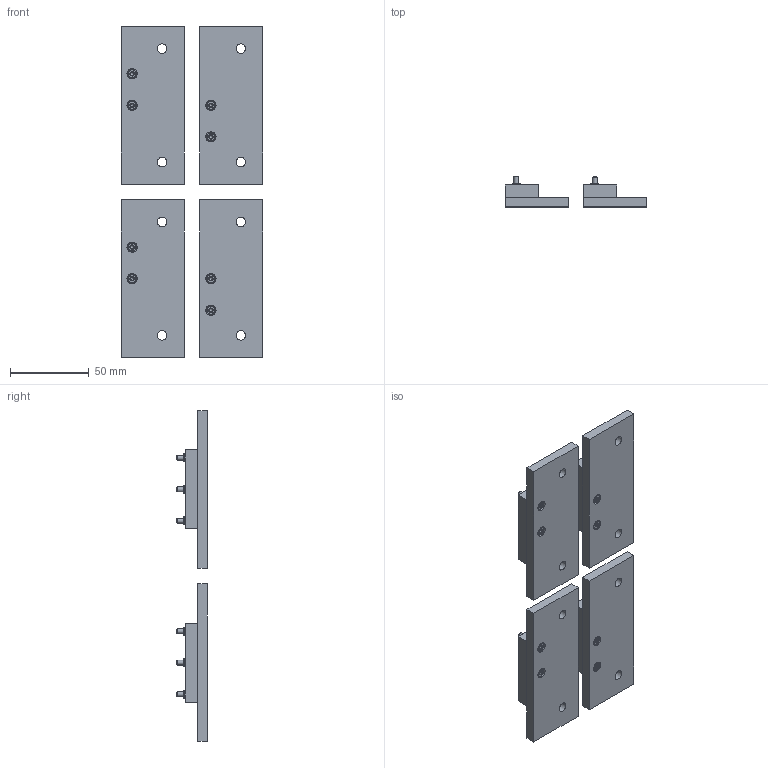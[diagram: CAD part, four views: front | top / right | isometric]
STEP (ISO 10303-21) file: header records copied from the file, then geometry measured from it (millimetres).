
FILE_DESCRIPTION(/* description */ ('STEP AP214'),/* implementation_level */ '2;1');
FILE_NAME(/* name */ '8185812_EHAM-MA-E23-15',/* time_stamp */ '2024-08-27T15:22:26+02:00',/* author */ ('License CC BY-ND 4.0'),/* organization */ ('CADENAS'),/* preprocessor_version */ 'ST-DEVELOPER v19.3',/* originating_system */ 'PARTsolutions',/* authorisation */ ' ');
FILE_SCHEMA (('AUTOMOTIVE_DESIGN {1 0 10303 214 3 1 1}'));
Length unit declared in the file: millimetre
Products named in the file (7): 8185812 EHAM-MA-E23-15---(high); 8184531 EXCL-15---(400_mp); 8184530 EXCL-15---(Lsp); 8146543 ZBH-5-B; ISO 14579 M3x16(F); 8184532 EXCL-15---(400_mp); 8184530 EXCL-15---(Rsp)
Assembly tree (32 placements, depth 2):
  8185812 EHAM-MA-E23-15---(high)
    8184531 EXCL-15---(400_mp)  x2
    8184530 EXCL-15---(Lsp)  x2
    8146543 ZBH-5-B  x16
    ISO 14579 M3x16(F)  x8
    8184532 EXCL-15---(400_mp)  x2
    8184530 EXCL-15---(Rsp)  x2
Bounding box: 90 x 19.4 x 210 mm (x, y, z)
Volume: 127976.9 mm3; surface area: 56694.4 mm2
Topology: 32 solids, 32 shells, 472 faces, 1008 edges, 640 vertices
Faces by surface type: cylinder 200, plane 136, cone 80, torus 56
Full cylindrical faces by diameter (mm): 3 x8, 3.4 x16, 5 x24, 5.5 x8, 6 x8, 6.5 x8
Entity records: 3029 total; most frequent: CARTESIAN_POINT 572, DIRECTION 490, ORIENTED_EDGE 348, AXIS2_PLACEMENT_3D 213, FACE_BOUND 183, EDGE_LOOP 182, EDGE_CURVE 174, VERTEX_POINT 137
